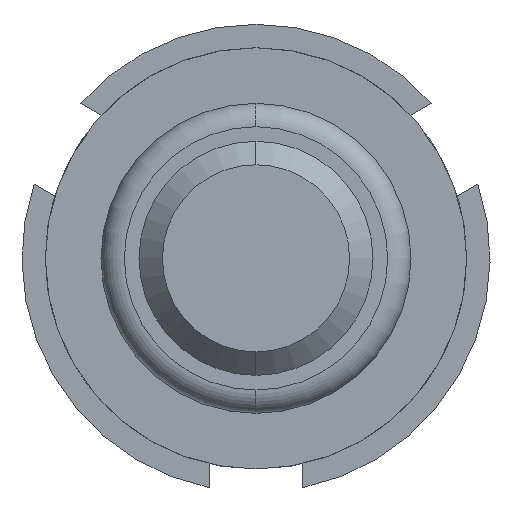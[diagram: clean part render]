
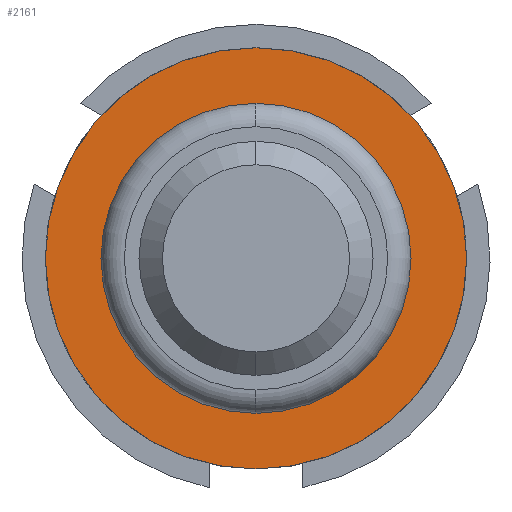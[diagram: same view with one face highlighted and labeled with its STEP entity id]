
A CAD part, front view. The second image highlights one B-rep face of the part: STEP entity #2161.
In plain terms, the highlighted planar face has unit normal (0, -1, 0).
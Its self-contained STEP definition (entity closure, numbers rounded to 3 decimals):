
#28 = CIRCLE ( 'NONE', #2578, 1.325 ) ;
#68 = CARTESIAN_POINT ( 'NONE',  ( 0., -1.8, -1.325 ) ) ;
#92 = CIRCLE ( 'NONE', #2206, 1.8 ) ;
#144 = AXIS2_PLACEMENT_3D ( 'NONE', #625, #1729, #1407 ) ;
#506 = CARTESIAN_POINT ( 'NONE',  ( 0., -1.8, -1.8 ) ) ;
#591 = DIRECTION ( 'NONE',  ( 0., 0., 1. ) ) ;
#594 = VERTEX_POINT ( 'NONE', #4447 ) ;
#612 = PLANE ( 'NONE',  #3835 ) ;
#625 = CARTESIAN_POINT ( 'NONE',  ( 0., -1.8, 0. ) ) ;
#984 = CARTESIAN_POINT ( 'NONE',  ( 0., -1.8, 0. ) ) ;
#1236 = CARTESIAN_POINT ( 'NONE',  ( 0., -1.8, 0. ) ) ;
#1341 = EDGE_CURVE ( 'Defeature ausgef�hrt3_13+Defeature ausgef�hrt3_14+Defeature ausgef�hrt3_14+Defeature ausgef�hrt3_14', #594, #2232, #3722, .T. ) ;
#1407 = DIRECTION ( 'NONE',  ( 0., 0., 1. ) ) ;
#1454 = CARTESIAN_POINT ( 'NONE',  ( 0., -1.8, 0. ) ) ;
#1530 = ORIENTED_EDGE ( 'NONE', *, *, #4003, .F. ) ;
#1671 = FACE_OUTER_BOUND ( 'NONE', #2375, .T. ) ;
#1688 = EDGE_CURVE ( 'Defeature ausgef�hrt3_12+Defeature ausgef�hrt3_13+Defeature ausgef�hrt3_13+Defeature ausgef�hrt3_13', #3992, #4024, #2995, .T. ) ;
#1729 = DIRECTION ( 'NONE',  ( 0., 1., 0. ) ) ;
#1935 = ORIENTED_EDGE ( 'NONE', *, *, #1341, .T. ) ;
#2142 = DIRECTION ( 'NONE',  ( 0., 0., 1. ) ) ;
#2161 = ADVANCED_FACE ( 'Defeature ausgef�hrt3_13', ( #1671, #4467 ), #612, .F. ) ;
#2206 = AXIS2_PLACEMENT_3D ( 'NONE', #1236, #2546, #2225 ) ;
#2225 = DIRECTION ( 'NONE',  ( 0., 0., 1. ) ) ;
#2232 = VERTEX_POINT ( 'NONE', #68 ) ;
#2335 = DIRECTION ( 'NONE',  ( 0., 1., 0. ) ) ;
#2375 = EDGE_LOOP ( 'NONE', ( #2408, #1530 ) ) ;
#2408 = ORIENTED_EDGE ( 'NONE', *, *, #1688, .F. ) ;
#2546 = DIRECTION ( 'NONE',  ( 0., 1., 0. ) ) ;
#2578 = AXIS2_PLACEMENT_3D ( 'NONE', #1454, #3817, #2142 ) ;
#2646 = EDGE_CURVE ( 'Defeature ausgef�hrt3_13+Defeature ausgef�hrt3_14+Defeature ausgef�hrt3_14+Defeature ausgef�hrt3_14', #2232, #594, #28, .T. ) ;
#2848 = AXIS2_PLACEMENT_3D ( 'NONE', #984, #3760, #4473 ) ;
#2995 = CIRCLE ( 'NONE', #2848, 1.8 ) ;
#3416 = CARTESIAN_POINT ( 'NONE',  ( 1.8, -1.8, 0. ) ) ;
#3458 = EDGE_LOOP ( 'NONE', ( #1935, #4193 ) ) ;
#3646 = CARTESIAN_POINT ( 'NONE',  ( 0., -1.8, 1.8 ) ) ;
#3722 = CIRCLE ( 'NONE', #144, 1.325 ) ;
#3760 = DIRECTION ( 'NONE',  ( 0., 1., 0. ) ) ;
#3817 = DIRECTION ( 'NONE',  ( 0., 1., 0. ) ) ;
#3835 = AXIS2_PLACEMENT_3D ( 'NONE', #3416, #2335, #591 ) ;
#3992 = VERTEX_POINT ( 'NONE', #3646 ) ;
#4003 = EDGE_CURVE ( 'Defeature ausgef�hrt3_12+Defeature ausgef�hrt3_13+Defeature ausgef�hrt3_13+Defeature ausgef�hrt3_13', #4024, #3992, #92, .T. ) ;
#4024 = VERTEX_POINT ( 'NONE', #506 ) ;
#4193 = ORIENTED_EDGE ( 'NONE', *, *, #2646, .T. ) ;
#4447 = CARTESIAN_POINT ( 'NONE',  ( 0., -1.8, 1.325 ) ) ;
#4467 = FACE_BOUND ( 'NONE', #3458, .T. ) ;
#4473 = DIRECTION ( 'NONE',  ( 0., 0., 1. ) ) ;
